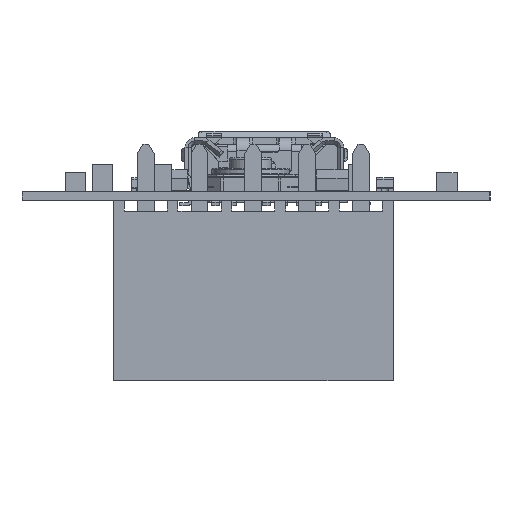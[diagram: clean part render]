
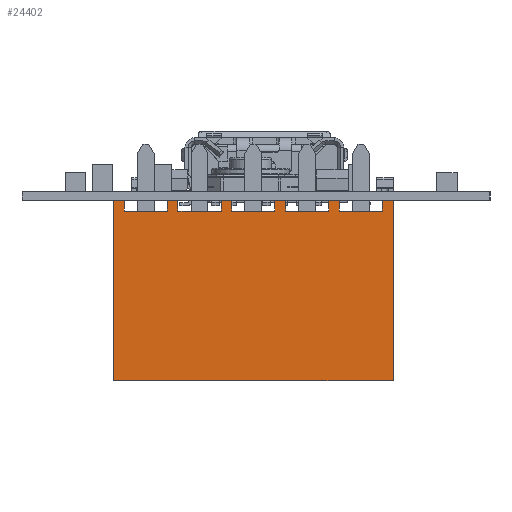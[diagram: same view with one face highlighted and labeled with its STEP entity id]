
A CAD part, left-side view. The second image highlights one B-rep face of the part: STEP entity #24402.
In plain terms, the highlighted face is planar.
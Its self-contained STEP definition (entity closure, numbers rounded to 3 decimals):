
#24402 = ADVANCED_FACE('',(#24403),#24597,.F.);
#24403 = FACE_BOUND('',#24404,.T.);
#24404 = EDGE_LOOP('',(#24405,#24415,#24423,#24431,#24439,#24447,#24455,
    #24463,#24471,#24479,#24487,#24495,#24503,#24511,#24519,#24527,
    #24535,#24543,#24551,#24559,#24567,#24575,#24583,#24591));
#24405 = ORIENTED_EDGE('',*,*,#24406,.F.);
#24406 = EDGE_CURVE('',#24407,#24409,#24411,.T.);
#24407 = VERTEX_POINT('',#24408);
#24408 = CARTESIAN_POINT('',(6.096,0.,2.477));
#24409 = VERTEX_POINT('',#24410);
#24410 = CARTESIAN_POINT('',(6.096,0.508,2.477));
#24411 = LINE('',#24412,#24413);
#24412 = CARTESIAN_POINT('',(6.096,8.509,2.477));
#24413 = VECTOR('',#24414,1.);
#24414 = DIRECTION('',(0.,1.,0.));
#24415 = ORIENTED_EDGE('',*,*,#24416,.T.);
#24416 = EDGE_CURVE('',#24407,#24417,#24419,.T.);
#24417 = VERTEX_POINT('',#24418);
#24418 = CARTESIAN_POINT('',(6.604,0.,2.477));
#24419 = LINE('',#24420,#24421);
#24420 = CARTESIAN_POINT('',(-6.604,0.,2.477));
#24421 = VECTOR('',#24422,1.);
#24422 = DIRECTION('',(1.,0.,0.));
#24423 = ORIENTED_EDGE('',*,*,#24424,.F.);
#24424 = EDGE_CURVE('',#24425,#24417,#24427,.T.);
#24425 = VERTEX_POINT('',#24426);
#24426 = CARTESIAN_POINT('',(6.604,8.509,2.477));
#24427 = LINE('',#24428,#24429);
#24428 = CARTESIAN_POINT('',(6.604,8.509,2.477));
#24429 = VECTOR('',#24430,1.);
#24430 = DIRECTION('',(0.,-1.,0.));
#24431 = ORIENTED_EDGE('',*,*,#24432,.F.);
#24432 = EDGE_CURVE('',#24433,#24425,#24435,.T.);
#24433 = VERTEX_POINT('',#24434);
#24434 = CARTESIAN_POINT('',(-6.604,8.509,2.477));
#24435 = LINE('',#24436,#24437);
#24436 = CARTESIAN_POINT('',(-6.604,8.509,2.477));
#24437 = VECTOR('',#24438,1.);
#24438 = DIRECTION('',(1.,0.,0.));
#24439 = ORIENTED_EDGE('',*,*,#24440,.T.);
#24440 = EDGE_CURVE('',#24433,#24441,#24443,.T.);
#24441 = VERTEX_POINT('',#24442);
#24442 = CARTESIAN_POINT('',(-6.604,0.,2.477));
#24443 = LINE('',#24444,#24445);
#24444 = CARTESIAN_POINT('',(-6.604,8.509,2.477));
#24445 = VECTOR('',#24446,1.);
#24446 = DIRECTION('',(0.,-1.,0.));
#24447 = ORIENTED_EDGE('',*,*,#24448,.T.);
#24448 = EDGE_CURVE('',#24441,#24449,#24451,.T.);
#24449 = VERTEX_POINT('',#24450);
#24450 = CARTESIAN_POINT('',(-6.096,0.,2.477));
#24451 = LINE('',#24452,#24453);
#24452 = CARTESIAN_POINT('',(-6.604,0.,2.477));
#24453 = VECTOR('',#24454,1.);
#24454 = DIRECTION('',(1.,0.,0.));
#24455 = ORIENTED_EDGE('',*,*,#24456,.F.);
#24456 = EDGE_CURVE('',#24457,#24449,#24459,.T.);
#24457 = VERTEX_POINT('',#24458);
#24458 = CARTESIAN_POINT('',(-6.096,0.508,2.477));
#24459 = LINE('',#24460,#24461);
#24460 = CARTESIAN_POINT('',(-6.096,8.509,2.477));
#24461 = VECTOR('',#24462,1.);
#24462 = DIRECTION('',(0.,-1.,0.));
#24463 = ORIENTED_EDGE('',*,*,#24464,.F.);
#24464 = EDGE_CURVE('',#24465,#24457,#24467,.T.);
#24465 = VERTEX_POINT('',#24466);
#24466 = CARTESIAN_POINT('',(-4.064,0.508,2.477));
#24467 = LINE('',#24468,#24469);
#24468 = CARTESIAN_POINT('',(-6.604,0.508,2.477));
#24469 = VECTOR('',#24470,1.);
#24470 = DIRECTION('',(-1.,0.,0.));
#24471 = ORIENTED_EDGE('',*,*,#24472,.F.);
#24472 = EDGE_CURVE('',#24473,#24465,#24475,.T.);
#24473 = VERTEX_POINT('',#24474);
#24474 = CARTESIAN_POINT('',(-4.064,0.,2.477));
#24475 = LINE('',#24476,#24477);
#24476 = CARTESIAN_POINT('',(-4.064,8.509,2.477));
#24477 = VECTOR('',#24478,1.);
#24478 = DIRECTION('',(0.,1.,0.));
#24479 = ORIENTED_EDGE('',*,*,#24480,.T.);
#24480 = EDGE_CURVE('',#24473,#24481,#24483,.T.);
#24481 = VERTEX_POINT('',#24482);
#24482 = CARTESIAN_POINT('',(-3.556,0.,2.477));
#24483 = LINE('',#24484,#24485);
#24484 = CARTESIAN_POINT('',(-6.604,0.,2.477));
#24485 = VECTOR('',#24486,1.);
#24486 = DIRECTION('',(1.,0.,0.));
#24487 = ORIENTED_EDGE('',*,*,#24488,.F.);
#24488 = EDGE_CURVE('',#24489,#24481,#24491,.T.);
#24489 = VERTEX_POINT('',#24490);
#24490 = CARTESIAN_POINT('',(-3.556,0.508,2.477));
#24491 = LINE('',#24492,#24493);
#24492 = CARTESIAN_POINT('',(-3.556,8.509,2.477));
#24493 = VECTOR('',#24494,1.);
#24494 = DIRECTION('',(0.,-1.,0.));
#24495 = ORIENTED_EDGE('',*,*,#24496,.F.);
#24496 = EDGE_CURVE('',#24497,#24489,#24499,.T.);
#24497 = VERTEX_POINT('',#24498);
#24498 = CARTESIAN_POINT('',(-1.524,0.508,2.477));
#24499 = LINE('',#24500,#24501);
#24500 = CARTESIAN_POINT('',(-6.604,0.508,2.477));
#24501 = VECTOR('',#24502,1.);
#24502 = DIRECTION('',(-1.,0.,0.));
#24503 = ORIENTED_EDGE('',*,*,#24504,.F.);
#24504 = EDGE_CURVE('',#24505,#24497,#24507,.T.);
#24505 = VERTEX_POINT('',#24506);
#24506 = CARTESIAN_POINT('',(-1.524,0.,2.477));
#24507 = LINE('',#24508,#24509);
#24508 = CARTESIAN_POINT('',(-1.524,8.509,2.477));
#24509 = VECTOR('',#24510,1.);
#24510 = DIRECTION('',(0.,1.,0.));
#24511 = ORIENTED_EDGE('',*,*,#24512,.T.);
#24512 = EDGE_CURVE('',#24505,#24513,#24515,.T.);
#24513 = VERTEX_POINT('',#24514);
#24514 = CARTESIAN_POINT('',(-1.016,0.,2.477));
#24515 = LINE('',#24516,#24517);
#24516 = CARTESIAN_POINT('',(-6.604,0.,2.477));
#24517 = VECTOR('',#24518,1.);
#24518 = DIRECTION('',(1.,0.,0.));
#24519 = ORIENTED_EDGE('',*,*,#24520,.F.);
#24520 = EDGE_CURVE('',#24521,#24513,#24523,.T.);
#24521 = VERTEX_POINT('',#24522);
#24522 = CARTESIAN_POINT('',(-1.016,0.508,2.477));
#24523 = LINE('',#24524,#24525);
#24524 = CARTESIAN_POINT('',(-1.016,8.509,2.477));
#24525 = VECTOR('',#24526,1.);
#24526 = DIRECTION('',(0.,-1.,0.));
#24527 = ORIENTED_EDGE('',*,*,#24528,.F.);
#24528 = EDGE_CURVE('',#24529,#24521,#24531,.T.);
#24529 = VERTEX_POINT('',#24530);
#24530 = CARTESIAN_POINT('',(1.016,0.508,2.477));
#24531 = LINE('',#24532,#24533);
#24532 = CARTESIAN_POINT('',(-6.604,0.508,2.477));
#24533 = VECTOR('',#24534,1.);
#24534 = DIRECTION('',(-1.,0.,0.));
#24535 = ORIENTED_EDGE('',*,*,#24536,.F.);
#24536 = EDGE_CURVE('',#24537,#24529,#24539,.T.);
#24537 = VERTEX_POINT('',#24538);
#24538 = CARTESIAN_POINT('',(1.016,0.,2.477));
#24539 = LINE('',#24540,#24541);
#24540 = CARTESIAN_POINT('',(1.016,8.509,2.477));
#24541 = VECTOR('',#24542,1.);
#24542 = DIRECTION('',(0.,1.,0.));
#24543 = ORIENTED_EDGE('',*,*,#24544,.T.);
#24544 = EDGE_CURVE('',#24537,#24545,#24547,.T.);
#24545 = VERTEX_POINT('',#24546);
#24546 = CARTESIAN_POINT('',(1.524,0.,2.477));
#24547 = LINE('',#24548,#24549);
#24548 = CARTESIAN_POINT('',(-6.604,0.,2.477));
#24549 = VECTOR('',#24550,1.);
#24550 = DIRECTION('',(1.,0.,0.));
#24551 = ORIENTED_EDGE('',*,*,#24552,.F.);
#24552 = EDGE_CURVE('',#24553,#24545,#24555,.T.);
#24553 = VERTEX_POINT('',#24554);
#24554 = CARTESIAN_POINT('',(1.524,0.508,2.477));
#24555 = LINE('',#24556,#24557);
#24556 = CARTESIAN_POINT('',(1.524,8.509,2.477));
#24557 = VECTOR('',#24558,1.);
#24558 = DIRECTION('',(0.,-1.,0.));
#24559 = ORIENTED_EDGE('',*,*,#24560,.F.);
#24560 = EDGE_CURVE('',#24561,#24553,#24563,.T.);
#24561 = VERTEX_POINT('',#24562);
#24562 = CARTESIAN_POINT('',(3.556,0.508,2.477));
#24563 = LINE('',#24564,#24565);
#24564 = CARTESIAN_POINT('',(-6.604,0.508,2.477));
#24565 = VECTOR('',#24566,1.);
#24566 = DIRECTION('',(-1.,0.,0.));
#24567 = ORIENTED_EDGE('',*,*,#24568,.F.);
#24568 = EDGE_CURVE('',#24569,#24561,#24571,.T.);
#24569 = VERTEX_POINT('',#24570);
#24570 = CARTESIAN_POINT('',(3.556,0.,2.477));
#24571 = LINE('',#24572,#24573);
#24572 = CARTESIAN_POINT('',(3.556,8.509,2.477));
#24573 = VECTOR('',#24574,1.);
#24574 = DIRECTION('',(0.,1.,0.));
#24575 = ORIENTED_EDGE('',*,*,#24576,.T.);
#24576 = EDGE_CURVE('',#24569,#24577,#24579,.T.);
#24577 = VERTEX_POINT('',#24578);
#24578 = CARTESIAN_POINT('',(4.064,0.,2.477));
#24579 = LINE('',#24580,#24581);
#24580 = CARTESIAN_POINT('',(-6.604,0.,2.477));
#24581 = VECTOR('',#24582,1.);
#24582 = DIRECTION('',(1.,0.,0.));
#24583 = ORIENTED_EDGE('',*,*,#24584,.F.);
#24584 = EDGE_CURVE('',#24585,#24577,#24587,.T.);
#24585 = VERTEX_POINT('',#24586);
#24586 = CARTESIAN_POINT('',(4.064,0.508,2.477));
#24587 = LINE('',#24588,#24589);
#24588 = CARTESIAN_POINT('',(4.064,8.509,2.477));
#24589 = VECTOR('',#24590,1.);
#24590 = DIRECTION('',(0.,-1.,0.));
#24591 = ORIENTED_EDGE('',*,*,#24592,.F.);
#24592 = EDGE_CURVE('',#24409,#24585,#24593,.T.);
#24593 = LINE('',#24594,#24595);
#24594 = CARTESIAN_POINT('',(-6.604,0.508,2.477));
#24595 = VECTOR('',#24596,1.);
#24596 = DIRECTION('',(-1.,0.,0.));
#24597 = PLANE('',#24598);
#24598 = AXIS2_PLACEMENT_3D('',#24599,#24600,#24601);
#24599 = CARTESIAN_POINT('',(-6.604,8.509,2.477));
#24600 = DIRECTION('',(0.,0.,-1.));
#24601 = DIRECTION('',(-1.,0.,0.));
